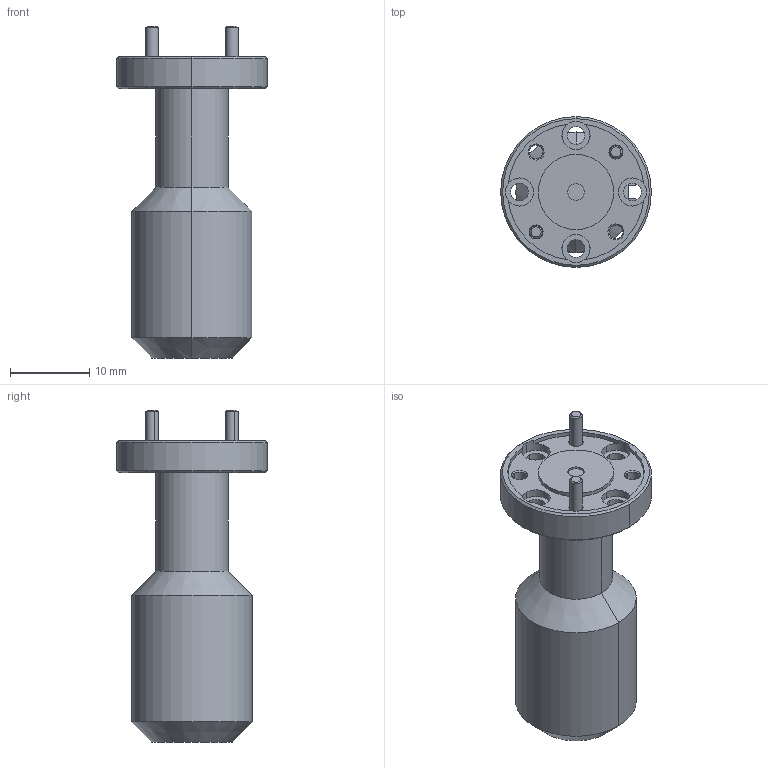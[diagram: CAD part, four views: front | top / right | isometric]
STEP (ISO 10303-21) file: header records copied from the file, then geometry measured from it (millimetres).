
FILE_DESCRIPTION (( 'STEP AP203' ), '1' );
FILE_NAME ('AF-CF15-082-A.STEP', '2024-05-10T20:48:26', ( '' ), ( '' ), 'SwSTEP 2.0', 'SolidWorks 2021', '' );
FILE_SCHEMA (( 'CONFIG_CONTROL_DESIGN' ));
Length unit declared in the file: inch
Products named in the file (1): AF-CF15-082-A
Bounding box: 19.05 x 19.05 x 41.97 mm (x, y, z)
Volume: 5386.3 mm3; surface area: 2478.4 mm2
Topology: 1 solids, 1 shells, 84 faces, 204 edges, 130 vertices
Faces by surface type: cylinder 43, cone 24, plane 17
Entity records: 2621 total; most frequent: DIRECTION 492, CARTESIAN_POINT 441, ORIENTED_EDGE 408, AXIS2_PLACEMENT_3D 209, EDGE_CURVE 204, VERTEX_POINT 130, CIRCLE 124, EDGE_LOOP 104
